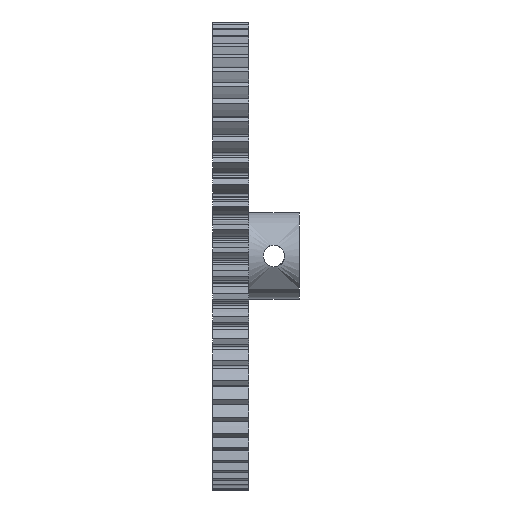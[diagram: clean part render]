
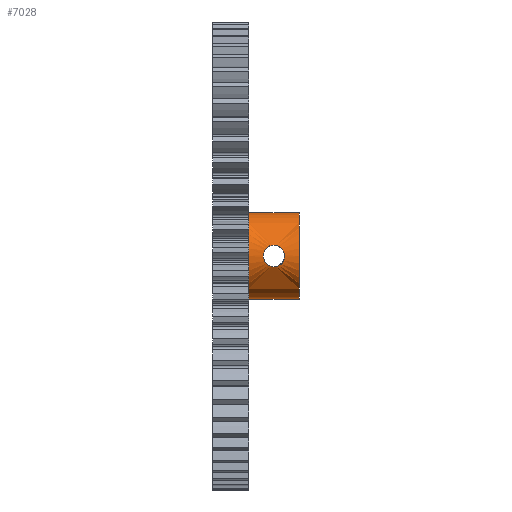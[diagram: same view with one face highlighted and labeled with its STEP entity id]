
A CAD part, front view. The second image highlights one B-rep face of the part: STEP entity #7028.
In plain terms, the highlighted free-form (B-spline) face has degree [3, 1] with [4, 2] control points.
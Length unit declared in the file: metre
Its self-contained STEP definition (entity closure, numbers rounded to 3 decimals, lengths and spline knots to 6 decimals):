
#915=CIRCLE('',#7435,0.006);
#916=CIRCLE('',#7436,0.006);
#1427=(
BOUNDED_CURVE()
B_SPLINE_CURVE(1,(#9497,#9498),.UNSPECIFIED.,.F.,.F.)
B_SPLINE_CURVE_WITH_KNOTS((2,2),(0.,1.),.PIECEWISE_BEZIER_KNOTS.)
CURVE()
GEOMETRIC_REPRESENTATION_ITEM()
RATIONAL_B_SPLINE_CURVE((1.,1.))
REPRESENTATION_ITEM('')
);
#1428=(
BOUNDED_CURVE()
B_SPLINE_CURVE(1,(#9502,#9503),.UNSPECIFIED.,.F.,.F.)
B_SPLINE_CURVE_WITH_KNOTS((2,2),(0.,1.),.PIECEWISE_BEZIER_KNOTS.)
CURVE()
GEOMETRIC_REPRESENTATION_ITEM()
RATIONAL_B_SPLINE_CURVE((1.,1.))
REPRESENTATION_ITEM('')
);
#1461=ORIENTED_EDGE('',*,*,#3773,.F.);
#1462=ORIENTED_EDGE('',*,*,#3788,.F.);
#1463=ORIENTED_EDGE('',*,*,#3775,.T.);
#1464=ORIENTED_EDGE('',*,*,#3789,.T.);
#1465=ORIENTED_EDGE('',*,*,#3763,.F.);
#1466=ORIENTED_EDGE('',*,*,#3790,.F.);
#3763=EDGE_CURVE('',#4929,#4930,#5707,.T.);
#3773=EDGE_CURVE('',#4937,#4939,#1427,.T.);
#3775=EDGE_CURVE('',#4938,#4940,#1428,.T.);
#3788=EDGE_CURVE('',#4938,#4937,#915,.T.);
#3789=EDGE_CURVE('',#4940,#4939,#916,.T.);
#3790=EDGE_CURVE('',#4930,#4929,#5714,.F.);
#4929=VERTEX_POINT('',#9393);
#4930=VERTEX_POINT('',#9394);
#4937=VERTEX_POINT('',#9495);
#4938=VERTEX_POINT('',#9496);
#4939=VERTEX_POINT('',#9499);
#4940=VERTEX_POINT('',#9501);
#5707=B_SPLINE_CURVE_WITH_KNOTS('',3,(#9374,#9375,#9376,#9377,#9378,#9379,
#9380,#9381,#9382,#9383,#9384,#9385,#9386,#9387,#9388,#9389,#9390,#9391,
#9392),.UNSPECIFIED.,.F.,.F.,(4,1,1,1,1,1,1,1,1,1,1,1,1,1,1,1,4),(0.,0.031255,
0.062509,0.093764,0.125018,0.156273,
0.187527,0.250037,0.281291,0.312546,
0.328173,0.3438,0.375055,0.40631,
0.437564,0.468819,0.500073),.UNSPECIFIED.);
#5714=B_SPLINE_CURVE_WITH_KNOTS('',3,(#9564,#9565,#9566,#9567,#9568,#9569,
#9570),.UNSPECIFIED.,.F.,.F.,(4,1,1,1,4),(0.,0.124983,0.249966,
0.37495,0.499933),.UNSPECIFIED.);
#5975=EDGE_LOOP('',(#1461,#1462,#1463,#1464));
#5976=EDGE_LOOP('',(#1465,#1466));
#6373=FACE_BOUND('',#5975,.T.);
#6374=FACE_BOUND('',#5976,.T.);
#6768=(
BOUNDED_SURFACE()
B_SPLINE_SURFACE(3,1,((#9554,#9555),(#9556,#9557),(#9558,#9559),(#9560,
#9561)),.CYLINDRICAL_SURF.,.F.,.F.,.F.)
B_SPLINE_SURFACE_WITH_KNOTS((4,4),(2,2),(0.5,1.),(0.045455,0.954545),
 .PIECEWISE_BEZIER_KNOTS.)
GEOMETRIC_REPRESENTATION_ITEM()
RATIONAL_B_SPLINE_SURFACE(((1.,1.),(0.333,0.333),
(0.333,0.333),(1.,1.)))
REPRESENTATION_ITEM('')
SURFACE()
);
#7028=ADVANCED_FACE('',(#6373,#6374),#6768,.T.);
#7435=AXIS2_PLACEMENT_3D('',#9562,#7963,#7964);
#7436=AXIS2_PLACEMENT_3D('',#9563,#7965,#7966);
#7963=DIRECTION('',(1.,0.,0.));
#7964=DIRECTION('',(0.,0.,-1.));
#7965=DIRECTION('',(1.,0.,0.));
#7966=DIRECTION('',(0.,0.,-1.));
#9374=CARTESIAN_POINT('',(0.0435,-0.005809,0.0015));
#9375=CARTESIAN_POINT('',(0.043409,-0.005809,0.0015));
#9376=CARTESIAN_POINT('',(0.043223,-0.005813,0.001487));
#9377=CARTESIAN_POINT('',(0.042902,-0.005838,0.001384));
#9378=CARTESIAN_POINT('',(0.042715,-0.005861,0.00129));
#9379=CARTESIAN_POINT('',(0.042418,-0.005908,0.001058));
#9380=CARTESIAN_POINT('',(0.04225,-0.005942,0.000842));
#9381=CARTESIAN_POINT('',(0.042057,-0.005985,0.000493));
#9382=CARTESIAN_POINT('',(0.041983,-0.006004,0.000089));
#9383=CARTESIAN_POINT('',(0.042015,-0.005996,-0.000277));
#9384=CARTESIAN_POINT('',(0.042096,-0.005977,-0.000542));
#9385=CARTESIAN_POINT('',(0.042168,-0.00596,-0.000694));
#9386=CARTESIAN_POINT('',(0.042282,-0.005935,-0.000887));
#9387=CARTESIAN_POINT('',(0.042421,-0.005907,-0.001058));
#9388=CARTESIAN_POINT('',(0.042699,-0.005863,-0.00128));
#9389=CARTESIAN_POINT('',(0.042907,-0.005838,-0.001387));
#9390=CARTESIAN_POINT('',(0.043223,-0.005814,-0.001486));
#9391=CARTESIAN_POINT('',(0.043409,-0.005809,-0.0015));
#9392=CARTESIAN_POINT('',(0.0435,-0.005809,-0.0015));
#9393=CARTESIAN_POINT('',(0.0435,-0.005809,0.0015));
#9394=CARTESIAN_POINT('',(0.0435,-0.005809,-0.0015));
#9495=CARTESIAN_POINT('',(0.047,0.,-0.006));
#9496=CARTESIAN_POINT('',(0.047,0.,0.006));
#9497=CARTESIAN_POINT('',(0.04735,0.,-0.006));
#9498=CARTESIAN_POINT('',(0.03965,0.,-0.006));
#9499=CARTESIAN_POINT('',(0.04,0.,-0.006));
#9501=CARTESIAN_POINT('',(0.04,0.,0.006));
#9502=CARTESIAN_POINT('',(0.04735,0.,0.006));
#9503=CARTESIAN_POINT('',(0.03965,0.,0.006));
#9554=CARTESIAN_POINT('',(0.047,0.,-0.006));
#9555=CARTESIAN_POINT('',(0.04,0.,-0.006));
#9556=CARTESIAN_POINT('',(0.047,-0.012,-0.006));
#9557=CARTESIAN_POINT('',(0.04,-0.012,-0.006));
#9558=CARTESIAN_POINT('',(0.047,-0.012,0.006));
#9559=CARTESIAN_POINT('',(0.04,-0.012,0.006));
#9560=CARTESIAN_POINT('',(0.047,0.,0.006));
#9561=CARTESIAN_POINT('',(0.04,0.,0.006));
#9562=CARTESIAN_POINT('',(0.047,0.,0.));
#9563=CARTESIAN_POINT('',(0.04,0.,0.));
#9564=CARTESIAN_POINT('',(0.0435,-0.005809,0.0015));
#9565=CARTESIAN_POINT('',(0.043898,-0.005809,0.0015));
#9566=CARTESIAN_POINT('',(0.044673,-0.005906,0.001175));
#9567=CARTESIAN_POINT('',(0.045164,-0.006047,0.));
#9568=CARTESIAN_POINT('',(0.044672,-0.005906,-0.001176));
#9569=CARTESIAN_POINT('',(0.043897,-0.005809,-0.0015));
#9570=CARTESIAN_POINT('',(0.0435,-0.005809,-0.0015));
